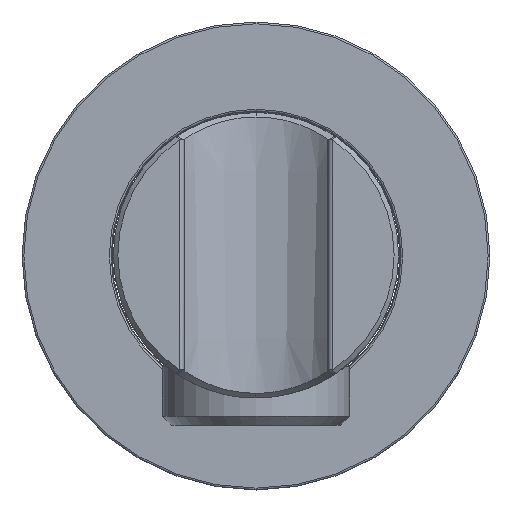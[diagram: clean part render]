
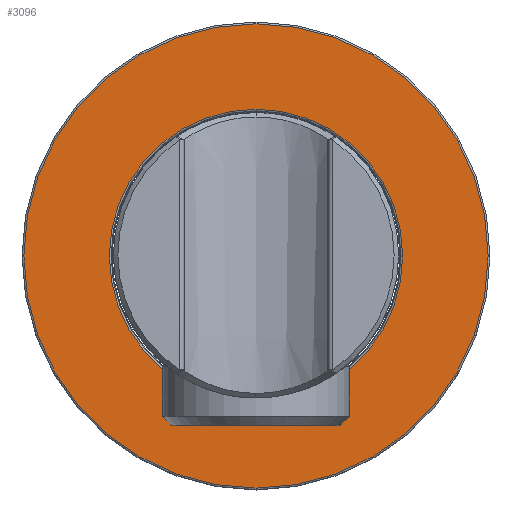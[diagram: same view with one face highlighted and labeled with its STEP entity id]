
A CAD part, top view. The second image highlights one B-rep face of the part: STEP entity #3096.
In plain terms, the highlighted planar face has unit normal (0, 0, 1).
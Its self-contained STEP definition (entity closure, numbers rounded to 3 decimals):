
#621=PLANE('',#4866);
#1375=ORIENTED_EDGE('',*,*,#1759,.T.);
#1376=ORIENTED_EDGE('',*,*,#1760,.F.);
#1759=EDGE_CURVE('',#2038,#2038,#2191,.T.);
#1760=EDGE_CURVE('',#2039,#2039,#2192,.T.);
#2038=VERTEX_POINT('',#9512);
#2039=VERTEX_POINT('',#9515);
#2191=CIRCLE('',#4865,16.3);
#2192=CIRCLE('',#4867,25.8);
#2507=EDGE_LOOP('',(#1375));
#2508=EDGE_LOOP('',(#1376));
#2832=FACE_BOUND('',#2507,.T.);
#2833=FACE_BOUND('',#2508,.T.);
#3096=ADVANCED_FACE('',(#2832,#2833),#621,.F.);
#4865=AXIS2_PLACEMENT_3D('',#9511,#5712,#5713);
#4866=AXIS2_PLACEMENT_3D('',#9513,#5714,#5715);
#4867=AXIS2_PLACEMENT_3D('',#9514,#5716,#5717);
#5712=DIRECTION('',(0.,0.,-1.));
#5713=DIRECTION('',(-1.,0.,0.));
#5714=DIRECTION('',(0.,0.,-1.));
#5715=DIRECTION('',(1.,0.,0.));
#5716=DIRECTION('',(0.,0.,-1.));
#5717=DIRECTION('',(1.,0.,0.));
#9511=CARTESIAN_POINT('',(0.,0.,5.));
#9512=CARTESIAN_POINT('',(-16.3,0.,5.));
#9513=CARTESIAN_POINT('',(0.,0.,5.));
#9514=CARTESIAN_POINT('',(0.,0.,5.));
#9515=CARTESIAN_POINT('',(25.8,0.,5.));
